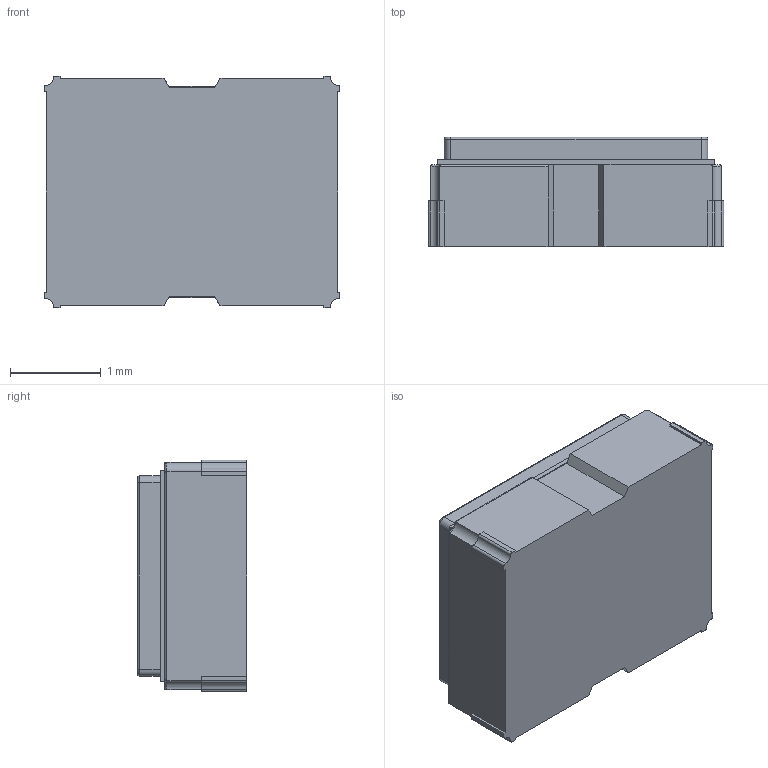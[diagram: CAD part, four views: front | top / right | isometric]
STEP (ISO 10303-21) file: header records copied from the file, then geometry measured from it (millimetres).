
FILE_DESCRIPTION (( 'STEP AP214' ), '1' );
FILE_NAME ('Abracon ASE.STEP', '2016-01-06T19:07:31', ( '' ), ( '' ), 'SwSTEP 2.0', 'SolidWorks 2015', '' );
FILE_SCHEMA (( 'AUTOMOTIVE_DESIGN' ));
Length unit declared in the file: millimetre
Products named in the file (1): Abracon ASE
Bounding box: 3.25 x 1.2 x 2.55 mm (x, y, z)
Volume: 9 mm3; surface area: 29.1 mm2
Topology: 1 solids, 1 shells, 87 faces, 234 edges, 150 vertices
Faces by surface type: plane 51, cylinder 28, torus 8
Entity records: 3460 total; most frequent: CARTESIAN_POINT 610, ORIENTED_EDGE 468, DIRECTION 456, EDGE_CURVE 234, VECTOR 156, LINE 156, AXIS2_PLACEMENT_3D 150, VERTEX_POINT 150
